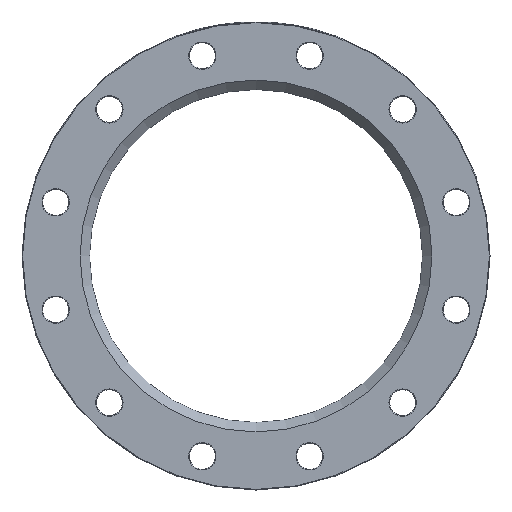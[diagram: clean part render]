
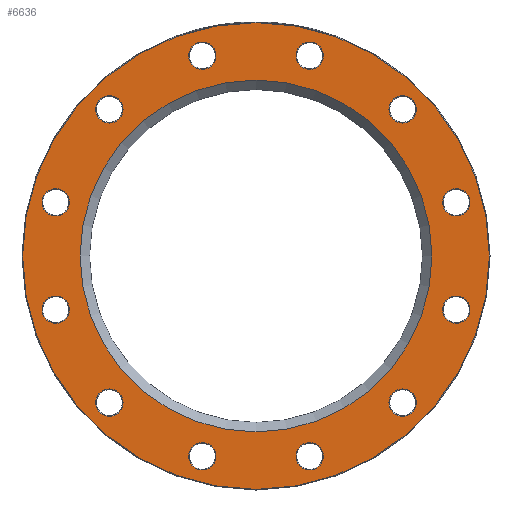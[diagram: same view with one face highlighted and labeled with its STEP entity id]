
A CAD part, left-side view. The second image highlights one B-rep face of the part: STEP entity #6636.
In plain terms, the highlighted planar face has unit normal (-1, 0, 0).
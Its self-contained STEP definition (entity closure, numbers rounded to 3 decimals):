
#15 = CIRCLE ( 'NONE', #6009, 11.5 ) ;
#162 = CARTESIAN_POINT ( 'NONE',  ( 0., 0., -197. ) ) ;
#185 = EDGE_LOOP ( 'NONE', ( #4173 ) ) ;
#206 = FACE_BOUND ( 'NONE', #1138, .T. ) ;
#307 = CARTESIAN_POINT ( 'NONE',  ( 0., -45.293, -180.537 ) ) ;
#379 = CARTESIAN_POINT ( 'NONE',  ( 0., -169.037, -56.793 ) ) ;
#426 = EDGE_CURVE ( 'NONE', #479, #479, #3083, .T. ) ;
#479 = VERTEX_POINT ( 'NONE', #4725 ) ;
#485 = EDGE_LOOP ( 'NONE', ( #4943 ) ) ;
#572 = AXIS2_PLACEMENT_3D ( 'NONE', #5225, #6860, #2094 ) ;
#679 = AXIS2_PLACEMENT_3D ( 'NONE', #3933, #5641, #5086 ) ;
#692 = EDGE_CURVE ( 'NONE', #6296, #6296, #998, .T. ) ;
#793 = AXIS2_PLACEMENT_3D ( 'NONE', #5767, #3681, #1592 ) ;
#794 = CARTESIAN_POINT ( 'NONE',  ( 0., -45.293, 169.037 ) ) ;
#798 = FACE_BOUND ( 'NONE', #4203, .T. ) ;
#837 = EDGE_LOOP ( 'NONE', ( #1915 ) ) ;
#865 = CIRCLE ( 'NONE', #3086, 11.5 ) ;
#870 = ORIENTED_EDGE ( 'NONE', *, *, #6142, .T. ) ;
#905 = ORIENTED_EDGE ( 'NONE', *, *, #6824, .T. ) ;
#998 = CIRCLE ( 'NONE', #1106, 11.5 ) ;
#1041 = EDGE_LOOP ( 'NONE', ( #6809 ) ) ;
#1049 = CARTESIAN_POINT ( 'NONE',  ( 0., -169.037, -45.293 ) ) ;
#1103 = CARTESIAN_POINT ( 'NONE',  ( 0., 169.037, 33.793 ) ) ;
#1106 = AXIS2_PLACEMENT_3D ( 'NONE', #1159, #6450, #2234 ) ;
#1138 = EDGE_LOOP ( 'NONE', ( #905 ) ) ;
#1159 = CARTESIAN_POINT ( 'NONE',  ( 0., -123.744, -123.744 ) ) ;
#1196 = AXIS2_PLACEMENT_3D ( 'NONE', #5185, #3553, #3064 ) ;
#1274 = EDGE_CURVE ( 'NONE', #6263, #6263, #865, .T. ) ;
#1292 = DIRECTION ( 'NONE',  ( 0., 0., -1. ) ) ;
#1318 = FACE_BOUND ( 'NONE', #4036, .T. ) ;
#1348 = CIRCLE ( 'NONE', #6125, 11.5 ) ;
#1354 = CARTESIAN_POINT ( 'NONE',  ( 0., 0., 0. ) ) ;
#1361 = EDGE_LOOP ( 'NONE', ( #2081 ) ) ;
#1422 = FACE_BOUND ( 'NONE', #4157, .T. ) ;
#1447 = CIRCLE ( 'NONE', #3224, 11.5 ) ;
#1592 = DIRECTION ( 'NONE',  ( 0., 0., -1. ) ) ;
#1661 = VERTEX_POINT ( 'NONE', #1727 ) ;
#1727 = CARTESIAN_POINT ( 'NONE',  ( 0., 45.293, 157.537 ) ) ;
#1763 = CARTESIAN_POINT ( 'NONE',  ( 0., 169.037, -56.793 ) ) ;
#1769 = DIRECTION ( 'NONE',  ( 0., 0., -1. ) ) ;
#1808 = PLANE ( 'NONE',  #2789 ) ;
#1844 = ORIENTED_EDGE ( 'NONE', *, *, #6229, .T. ) ;
#1894 = CIRCLE ( 'NONE', #5781, 11.5 ) ;
#1909 = FACE_BOUND ( 'NONE', #1361, .T. ) ;
#1915 = ORIENTED_EDGE ( 'NONE', *, *, #4517, .T. ) ;
#2081 = ORIENTED_EDGE ( 'NONE', *, *, #426, .T. ) ;
#2094 = DIRECTION ( 'NONE',  ( 0., 0., -1. ) ) ;
#2184 = VERTEX_POINT ( 'NONE', #1103 ) ;
#2215 = CARTESIAN_POINT ( 'NONE',  ( 0., 45.293, -180.537 ) ) ;
#2234 = DIRECTION ( 'NONE',  ( 0., 0., -1. ) ) ;
#2253 = EDGE_LOOP ( 'NONE', ( #3892 ) ) ;
#2301 = DIRECTION ( 'NONE',  ( 1., 0., 0. ) ) ;
#2327 = DIRECTION ( 'NONE',  ( 0., 0., -1. ) ) ;
#2330 = FACE_BOUND ( 'NONE', #837, .T. ) ;
#2339 = CIRCLE ( 'NONE', #4232, 11.5 ) ;
#2352 = DIRECTION ( 'NONE',  ( 0., 0., -1. ) ) ;
#2436 = FACE_BOUND ( 'NONE', #2253, .T. ) ;
#2441 = EDGE_LOOP ( 'NONE', ( #5215 ) ) ;
#2447 = EDGE_CURVE ( 'NONE', #4799, #4799, #3685, .T. ) ;
#2472 = FACE_BOUND ( 'NONE', #2441, .T. ) ;
#2552 = DIRECTION ( 'NONE',  ( 1., 0., 0. ) ) ;
#2579 = EDGE_CURVE ( 'NONE', #3782, #3782, #5973, .T. ) ;
#2671 = CARTESIAN_POINT ( 'NONE',  ( 0., -123.744, 123.744 ) ) ;
#2789 = AXIS2_PLACEMENT_3D ( 'NONE', #4066, #6088, #2921 ) ;
#2807 = VERTEX_POINT ( 'NONE', #1763 ) ;
#2844 = DIRECTION ( 'NONE',  ( 1., 0., 0. ) ) ;
#2853 = AXIS2_PLACEMENT_3D ( 'NONE', #3567, #4992, #2352 ) ;
#2879 = CARTESIAN_POINT ( 'NONE',  ( 0., 123.744, 112.244 ) ) ;
#2921 = DIRECTION ( 'NONE',  ( 0., 0., -1. ) ) ;
#2949 = VERTEX_POINT ( 'NONE', #307 ) ;
#2992 = FACE_OUTER_BOUND ( 'NONE', #1041, .T. ) ;
#3060 = EDGE_LOOP ( 'NONE', ( #870 ) ) ;
#3064 = DIRECTION ( 'NONE',  ( 0., 0., -1. ) ) ;
#3083 = CIRCLE ( 'NONE', #2853, 11.5 ) ;
#3086 = AXIS2_PLACEMENT_3D ( 'NONE', #1049, #2552, #4151 ) ;
#3193 = CARTESIAN_POINT ( 'NONE',  ( 0., 0., -148.5 ) ) ;
#3224 = AXIS2_PLACEMENT_3D ( 'NONE', #5944, #3301, #6541 ) ;
#3264 = CARTESIAN_POINT ( 'NONE',  ( 0., -169.037, 33.793 ) ) ;
#3301 = DIRECTION ( 'NONE',  ( 1., 0., 0. ) ) ;
#3380 = CARTESIAN_POINT ( 'NONE',  ( 0., 169.037, 45.293 ) ) ;
#3479 = FACE_BOUND ( 'NONE', #6024, .T. ) ;
#3510 = DIRECTION ( 'NONE',  ( 0., 0., -1. ) ) ;
#3543 = DIRECTION ( 'NONE',  ( 0., 0., -1. ) ) ;
#3553 = DIRECTION ( 'NONE',  ( 1., 0., 0. ) ) ;
#3567 = CARTESIAN_POINT ( 'NONE',  ( 0., 123.744, -123.744 ) ) ;
#3613 = DIRECTION ( 'NONE',  ( -1., 0., 0. ) ) ;
#3681 = DIRECTION ( 'NONE',  ( 1., 0., 0. ) ) ;
#3685 = CIRCLE ( 'NONE', #679, 11.5 ) ;
#3782 = VERTEX_POINT ( 'NONE', #3264 ) ;
#3814 = VERTEX_POINT ( 'NONE', #5936 ) ;
#3815 = ORIENTED_EDGE ( 'NONE', *, *, #692, .T. ) ;
#3846 = VERTEX_POINT ( 'NONE', #5905 ) ;
#3880 = VERTEX_POINT ( 'NONE', #3193 ) ;
#3892 = ORIENTED_EDGE ( 'NONE', *, *, #5432, .T. ) ;
#3933 = CARTESIAN_POINT ( 'NONE',  ( 0., 45.293, -169.037 ) ) ;
#3958 = CIRCLE ( 'NONE', #4524, 11.5 ) ;
#4008 = AXIS2_PLACEMENT_3D ( 'NONE', #1354, #3613, #3543 ) ;
#4013 = CIRCLE ( 'NONE', #793, 11.5 ) ;
#4036 = EDGE_LOOP ( 'NONE', ( #6123 ) ) ;
#4066 = CARTESIAN_POINT ( 'NONE',  ( 0., 140.5, 0. ) ) ;
#4151 = DIRECTION ( 'NONE',  ( 0., 0., -1. ) ) ;
#4157 = EDGE_LOOP ( 'NONE', ( #1844 ) ) ;
#4173 = ORIENTED_EDGE ( 'NONE', *, *, #1274, .T. ) ;
#4203 = EDGE_LOOP ( 'NONE', ( #6384 ) ) ;
#4216 = EDGE_CURVE ( 'NONE', #2184, #2184, #2339, .T. ) ;
#4232 = AXIS2_PLACEMENT_3D ( 'NONE', #3380, #2301, #1292 ) ;
#4414 = ORIENTED_EDGE ( 'NONE', *, *, #4674, .T. ) ;
#4517 = EDGE_CURVE ( 'NONE', #1661, #1661, #1447, .T. ) ;
#4524 = AXIS2_PLACEMENT_3D ( 'NONE', #794, #6048, #2327 ) ;
#4614 = EDGE_CURVE ( 'NONE', #5380, #5380, #5335, .T. ) ;
#4653 = EDGE_LOOP ( 'NONE', ( #3815 ) ) ;
#4674 = EDGE_CURVE ( 'NONE', #3846, #3846, #1894, .T. ) ;
#4725 = CARTESIAN_POINT ( 'NONE',  ( 0., 123.744, -135.244 ) ) ;
#4796 = CIRCLE ( 'NONE', #572, 148.5 ) ;
#4799 = VERTEX_POINT ( 'NONE', #2215 ) ;
#4943 = ORIENTED_EDGE ( 'NONE', *, *, #2447, .T. ) ;
#4992 = DIRECTION ( 'NONE',  ( 1., 0., 0. ) ) ;
#5046 = FACE_BOUND ( 'NONE', #4653, .T. ) ;
#5078 = DIRECTION ( 'NONE',  ( 1., 0., 0. ) ) ;
#5086 = DIRECTION ( 'NONE',  ( 0., 0., -1. ) ) ;
#5185 = CARTESIAN_POINT ( 'NONE',  ( 0., -169.037, 45.293 ) ) ;
#5215 = ORIENTED_EDGE ( 'NONE', *, *, #6701, .T. ) ;
#5225 = CARTESIAN_POINT ( 'NONE',  ( 0., 0., 0. ) ) ;
#5243 = DIRECTION ( 'NONE',  ( 1., 0., 0. ) ) ;
#5335 = CIRCLE ( 'NONE', #4008, 197. ) ;
#5380 = VERTEX_POINT ( 'NONE', #162 ) ;
#5432 = EDGE_CURVE ( 'NONE', #3814, #3814, #3958, .T. ) ;
#5482 = CARTESIAN_POINT ( 'NONE',  ( 0., 169.037, -45.293 ) ) ;
#5550 = VERTEX_POINT ( 'NONE', #2879 ) ;
#5595 = FACE_BOUND ( 'NONE', #485, .T. ) ;
#5641 = DIRECTION ( 'NONE',  ( 1., 0., 0. ) ) ;
#5767 = CARTESIAN_POINT ( 'NONE',  ( 0., 123.744, 123.744 ) ) ;
#5781 = AXIS2_PLACEMENT_3D ( 'NONE', #2671, #5243, #6397 ) ;
#5832 = CARTESIAN_POINT ( 'NONE',  ( 0., -123.744, -135.244 ) ) ;
#5905 = CARTESIAN_POINT ( 'NONE',  ( 0., -123.744, 112.244 ) ) ;
#5936 = CARTESIAN_POINT ( 'NONE',  ( 0., -45.293, 157.537 ) ) ;
#5944 = CARTESIAN_POINT ( 'NONE',  ( 0., 45.293, 169.037 ) ) ;
#5973 = CIRCLE ( 'NONE', #1196, 11.5 ) ;
#6009 = AXIS2_PLACEMENT_3D ( 'NONE', #5482, #2844, #1769 ) ;
#6024 = EDGE_LOOP ( 'NONE', ( #4414 ) ) ;
#6048 = DIRECTION ( 'NONE',  ( 1., 0., 0. ) ) ;
#6088 = DIRECTION ( 'NONE',  ( 1., 0., 0. ) ) ;
#6123 = ORIENTED_EDGE ( 'NONE', *, *, #2579, .T. ) ;
#6125 = AXIS2_PLACEMENT_3D ( 'NONE', #6711, #5078, #3510 ) ;
#6142 = EDGE_CURVE ( 'NONE', #2807, #2807, #15, .T. ) ;
#6229 = EDGE_CURVE ( 'NONE', #3880, #3880, #4796, .T. ) ;
#6263 = VERTEX_POINT ( 'NONE', #379 ) ;
#6296 = VERTEX_POINT ( 'NONE', #5832 ) ;
#6384 = ORIENTED_EDGE ( 'NONE', *, *, #4216, .T. ) ;
#6397 = DIRECTION ( 'NONE',  ( 0., 0., -1. ) ) ;
#6450 = DIRECTION ( 'NONE',  ( 1., 0., 0. ) ) ;
#6541 = DIRECTION ( 'NONE',  ( 0., 0., -1. ) ) ;
#6579 = FACE_BOUND ( 'NONE', #185, .T. ) ;
#6613 = FACE_BOUND ( 'NONE', #3060, .T. ) ;
#6636 = ADVANCED_FACE ( 'NONE', ( #1422, #2992, #206, #2330, #2436, #3479, #1318, #6579, #5046, #2472, #5595, #1909, #6613, #798 ), #1808, .F. ) ;
#6701 = EDGE_CURVE ( 'NONE', #2949, #2949, #1348, .T. ) ;
#6711 = CARTESIAN_POINT ( 'NONE',  ( 0., -45.293, -169.037 ) ) ;
#6809 = ORIENTED_EDGE ( 'NONE', *, *, #4614, .T. ) ;
#6824 = EDGE_CURVE ( 'NONE', #5550, #5550, #4013, .T. ) ;
#6860 = DIRECTION ( 'NONE',  ( 1., 0., 0. ) ) ;
